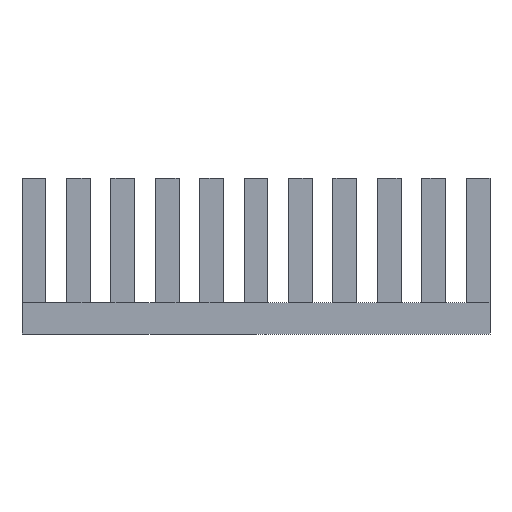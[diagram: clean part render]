
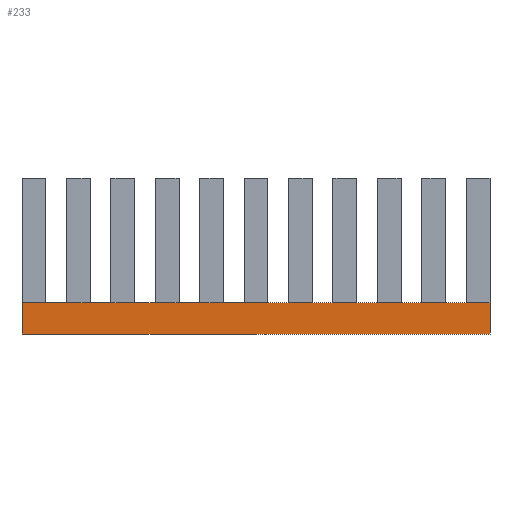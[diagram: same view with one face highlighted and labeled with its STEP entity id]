
A CAD part, left-side view. The second image highlights one B-rep face of the part: STEP entity #233.
In plain terms, the highlighted planar face has unit normal (-1, 0, 0).
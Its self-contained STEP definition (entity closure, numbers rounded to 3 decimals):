
#21 = EDGE_CURVE('',#22,#24,#26,.T.);
#22 = VERTEX_POINT('',#23);
#23 = CARTESIAN_POINT('',(-22.5,22.5,3.));
#24 = VERTEX_POINT('',#25);
#25 = CARTESIAN_POINT('',(-22.5,22.5,0.));
#26 = LINE('',#27,#28);
#27 = CARTESIAN_POINT('',(-22.5,22.5,3.));
#28 = VECTOR('',#29,1.);
#29 = DIRECTION('',(-0.,-0.,-1.));
#233 = ADVANCED_FACE('',(#234),#259,.F.);
#234 = FACE_BOUND('',#235,.F.);
#235 = EDGE_LOOP('',(#236,#246,#252,#253));
#236 = ORIENTED_EDGE('',*,*,#237,.T.);
#237 = EDGE_CURVE('',#238,#240,#242,.T.);
#238 = VERTEX_POINT('',#239);
#239 = CARTESIAN_POINT('',(-22.5,-22.5,3.));
#240 = VERTEX_POINT('',#241);
#241 = CARTESIAN_POINT('',(-22.5,-22.5,0.));
#242 = LINE('',#243,#244);
#243 = CARTESIAN_POINT('',(-22.5,-22.5,3.));
#244 = VECTOR('',#245,1.);
#245 = DIRECTION('',(-0.,-0.,-1.));
#246 = ORIENTED_EDGE('',*,*,#247,.T.);
#247 = EDGE_CURVE('',#240,#24,#248,.T.);
#248 = LINE('',#249,#250);
#249 = CARTESIAN_POINT('',(-22.5,-22.5,0.));
#250 = VECTOR('',#251,1.);
#251 = DIRECTION('',(0.,1.,0.));
#252 = ORIENTED_EDGE('',*,*,#21,.F.);
#253 = ORIENTED_EDGE('',*,*,#254,.F.);
#254 = EDGE_CURVE('',#238,#22,#255,.T.);
#255 = LINE('',#256,#257);
#256 = CARTESIAN_POINT('',(-22.5,-22.5,3.));
#257 = VECTOR('',#258,1.);
#258 = DIRECTION('',(0.,1.,0.));
#259 = PLANE('',#260);
#260 = AXIS2_PLACEMENT_3D('',#261,#262,#263);
#261 = CARTESIAN_POINT('',(-22.5,-22.5,3.));
#262 = DIRECTION('',(1.,0.,0.));
#263 = DIRECTION('',(0.,1.,0.));
